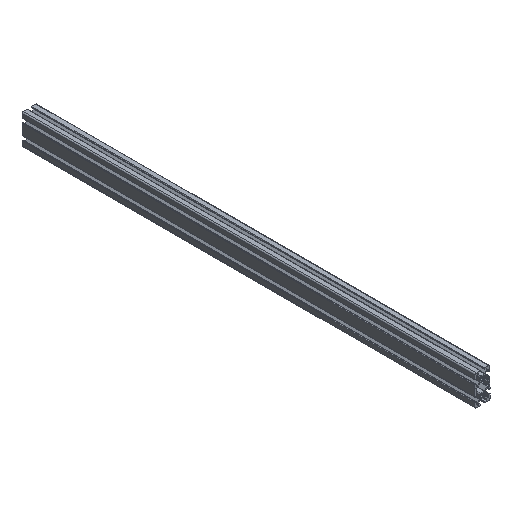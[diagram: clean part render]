
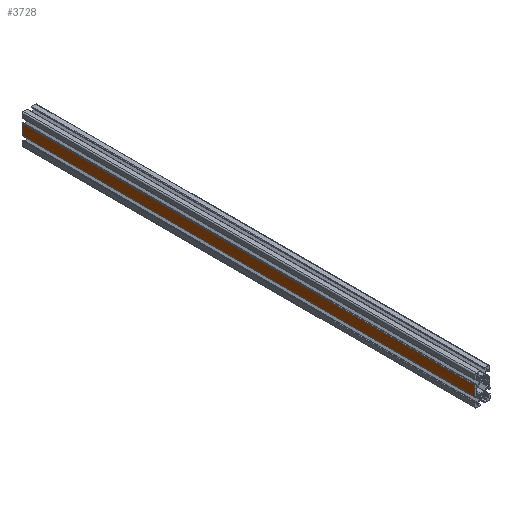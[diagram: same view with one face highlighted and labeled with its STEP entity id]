
A CAD part, isometric view. The second image highlights one B-rep face of the part: STEP entity #3728.
In plain terms, the highlighted planar face has unit normal (-1, 0, 0).
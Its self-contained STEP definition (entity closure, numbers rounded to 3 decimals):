
#149=FACE_OUTER_BOUND('',#338,.T.);
#338=EDGE_LOOP('',(#2606,#2607,#2608,#2609));
#512=LINE('',#5468,#864);
#623=LINE('',#5891,#975);
#624=LINE('',#5894,#976);
#625=LINE('',#5895,#977);
#864=VECTOR('',#4329,1000.);
#975=VECTOR('',#4690,10.);
#976=VECTOR('',#4693,1000.);
#977=VECTOR('',#4694,10.);
#1427=VERTEX_POINT('',#5465);
#1428=VERTEX_POINT('',#5467);
#1615=VERTEX_POINT('',#5889);
#1616=VERTEX_POINT('',#5893);
#1795=EDGE_CURVE('',#1427,#1428,#512,.T.);
#2007=EDGE_CURVE('',#1615,#1427,#623,.T.);
#2008=EDGE_CURVE('',#1615,#1616,#624,.T.);
#2009=EDGE_CURVE('',#1616,#1428,#625,.T.);
#2606=ORIENTED_EDGE('',*,*,#2007,.F.);
#2607=ORIENTED_EDGE('',*,*,#2008,.T.);
#2608=ORIENTED_EDGE('',*,*,#2009,.T.);
#2609=ORIENTED_EDGE('',*,*,#1795,.F.);
#3443=PLANE('',#4041);
#3728=ADVANCED_FACE('',(#149),#3443,.T.);
#4041=AXIS2_PLACEMENT_3D('',#5892,#4691,#4692);
#4329=DIRECTION('',(0.,-1.,0.));
#4690=DIRECTION('',(0.,0.,1.));
#4691=DIRECTION('center_axis',(-1.,0.,0.));
#4692=DIRECTION('ref_axis',(0.,0.,1.));
#4693=DIRECTION('',(0.,-1.,0.));
#4694=DIRECTION('',(0.,0.,1.));
#5465=CARTESIAN_POINT('',(-10.,16.862,50.));
#5467=CARTESIAN_POINT('',(-10.,3.138,50.));
#5468=CARTESIAN_POINT('',(-10.,16.862,50.));
#5889=CARTESIAN_POINT('',(-10.,16.862,-550.));
#5891=CARTESIAN_POINT('',(-10.,16.862,0.));
#5892=CARTESIAN_POINT('Origin',(-10.,16.862,-550.));
#5893=CARTESIAN_POINT('',(-10.,3.138,-550.));
#5894=CARTESIAN_POINT('',(-10.,16.862,-550.));
#5895=CARTESIAN_POINT('',(-10.,3.138,0.));
